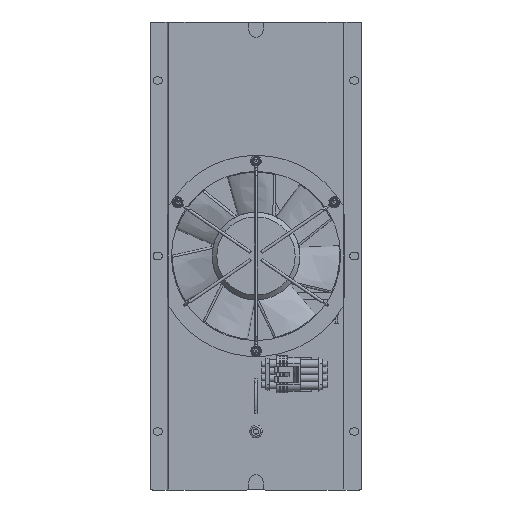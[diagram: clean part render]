
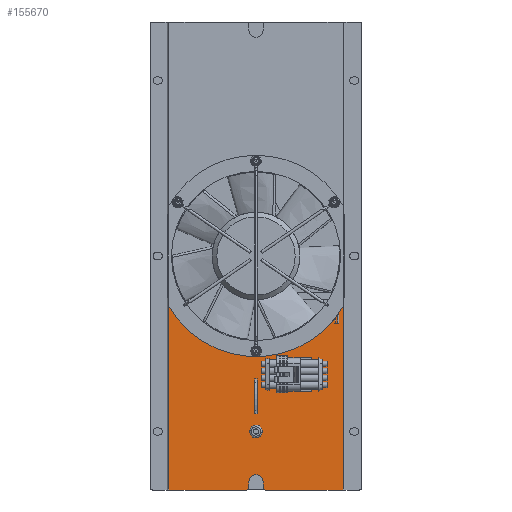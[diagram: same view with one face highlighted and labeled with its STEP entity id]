
A CAD part, front view. The second image highlights one B-rep face of the part: STEP entity #155670.
In plain terms, the highlighted face is planar.
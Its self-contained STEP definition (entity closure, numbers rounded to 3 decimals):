
#153413=DIRECTION('',(1.,0.,0.));
#153414=VECTOR('',#153413,5.779);
#153415=CARTESIAN_POINT('',(129.14,0.,1.));
#153416=LINE('',#153415,#153414);
#153422=DIRECTION('',(1.,0.,0.));
#153423=VECTOR('',#153422,5.779);
#153424=CARTESIAN_POINT('',(105.081,0.,1.));
#153425=LINE('',#153424,#153423);
#153436=DIRECTION('',(0.,0.,-1.));
#153437=VECTOR('',#153436,2.);
#153438=CARTESIAN_POINT('',(134.919,0.,1.));
#153439=LINE('',#153438,#153437);
#153444=CARTESIAN_POINT('',(0.,0.,0.));
#153445=DIRECTION('',(0.,-1.,0.));
#153446=DIRECTION('',(0.998,0.,0.06));
#153447=AXIS2_PLACEMENT_3D('',#153444,#153445,#153446);
#153449=DIRECTION('',(1.,0.,0.));
#153450=VECTOR('',#153449,1.849);
#153451=CARTESIAN_POINT('',(81.,0.,5.));
#153452=LINE('',#153451,#153450);
#153453=CARTESIAN_POINT('',(81.,0.,0.));
#153454=DIRECTION('',(0.,1.,0.));
#153455=DIRECTION('',(0.,0.,-1.));
#153456=AXIS2_PLACEMENT_3D('',#153453,#153454,#153455);
#153458=DIRECTION('',(-1.,0.,0.));
#153459=VECTOR('',#153458,1.849);
#153460=CARTESIAN_POINT('',(82.849,0.,-5.));
#153461=LINE('',#153460,#153459);
#153462=CARTESIAN_POINT('',(0.,0.,0.));
#153463=DIRECTION('',(0.,-1.,0.));
#153464=DIRECTION('',(0.441,0.,-0.898));
#153465=AXIS2_PLACEMENT_3D('',#153462,#153463,#153464);
#153467=DIRECTION('',(0.,0.,-1.));
#153468=VECTOR('',#153467,66.5);
#153469=CARTESIAN_POINT('',(200.,0.,-8.));
#153470=LINE('',#153469,#153468);
#153471=CARTESIAN_POINT('',(198.,0.,-8.));
#153472=DIRECTION('',(0.,1.,0.));
#153473=DIRECTION('',(0.,0.,1.));
#153474=AXIS2_PLACEMENT_3D('',#153471,#153472,#153473);
#153476=CARTESIAN_POINT('',(193.,0.,0.));
#153477=DIRECTION('',(0.,-1.,0.));
#153478=DIRECTION('',(0.,0.,1.));
#153479=AXIS2_PLACEMENT_3D('',#153476,#153477,#153478);
#153481=CARTESIAN_POINT('',(198.,0.,8.));
#153482=DIRECTION('',(0.,1.,0.));
#153483=DIRECTION('',(1.,0.,0.));
#153484=AXIS2_PLACEMENT_3D('',#153481,#153482,#153483);
#153486=DIRECTION('',(0.,0.,-1.));
#153487=VECTOR('',#153486,66.5);
#153488=CARTESIAN_POINT('',(200.,0.,74.5));
#153489=LINE('',#153488,#153487);
#153490=DIRECTION('',(1.,0.,0.));
#153491=VECTOR('',#153490,18.279);
#153492=CARTESIAN_POINT('',(110.86,0.,-1.));
#153493=LINE('',#153492,#153491);
#153494=CARTESIAN_POINT('',(81.,0.,0.));
#153495=DIRECTION('',(0.,-1.,0.));
#153496=DIRECTION('',(0.,0.,1.));
#153497=AXIS2_PLACEMENT_3D('',#153494,#153495,#153496);
#153499=CARTESIAN_POINT('',(81.,0.,0.));
#153500=DIRECTION('',(0.,-1.,0.));
#153501=DIRECTION('',(0.,0.,-1.));
#153502=AXIS2_PLACEMENT_3D('',#153499,#153500,#153501);
#153504=CARTESIAN_POINT('',(150.,0.,0.));
#153505=DIRECTION('',(0.,-1.,0.));
#153506=DIRECTION('',(0.,0.,1.));
#153507=AXIS2_PLACEMENT_3D('',#153504,#153505,#153506);
#153509=CARTESIAN_POINT('',(150.,0.,0.));
#153510=DIRECTION('',(0.,-1.,0.));
#153511=DIRECTION('',(0.,0.,-1.));
#153512=AXIS2_PLACEMENT_3D('',#153509,#153510,#153511);
#153538=DIRECTION('',(-1.,0.,0.));
#153539=VECTOR('',#153538,163.411);
#153540=CARTESIAN_POINT('',(200.,0.,74.5));
#153541=LINE('',#153540,#153539);
#154060=DIRECTION('',(1.,0.,0.));
#154061=VECTOR('',#154060,163.411);
#154062=CARTESIAN_POINT('',(36.589,0.,-74.5));
#154063=LINE('',#154062,#154061);
#154616=DIRECTION('',(1.,0.,0.));
#154617=VECTOR('',#154616,5.);
#154618=CARTESIAN_POINT('',(193.,0.,6.));
#154619=LINE('',#154618,#154617);
#154628=DIRECTION('',(-1.,0.,0.));
#154629=VECTOR('',#154628,5.);
#154630=CARTESIAN_POINT('',(198.,0.,-6.));
#154631=LINE('',#154630,#154629);
#154653=DIRECTION('',(1.,0.,0.));
#154654=VECTOR('',#154653,18.279);
#154655=CARTESIAN_POINT('',(110.86,0.,1.));
#154656=LINE('',#154655,#154654);
#154708=DIRECTION('',(-1.,0.,0.));
#154709=VECTOR('',#154708,5.779);
#154710=CARTESIAN_POINT('',(134.919,0.,-1.));
#154711=LINE('',#154710,#154709);
#154727=DIRECTION('',(-1.,0.,0.));
#154728=VECTOR('',#154727,5.779);
#154729=CARTESIAN_POINT('',(110.86,0.,-1.));
#154730=LINE('',#154729,#154728);
#154740=DIRECTION('',(0.,0.,1.));
#154741=VECTOR('',#154740,2.);
#154742=CARTESIAN_POINT('',(105.081,0.,-1.));
#154743=LINE('',#154742,#154741);
#155074=CARTESIAN_POINT('',(198.,0.,6.));
#155075=VERTEX_POINT('',#155074);
#155245=CARTESIAN_POINT('',(105.081,0.,-1.));
#155246=VERTEX_POINT('',#155245);
#155247=CARTESIAN_POINT('',(105.081,0.,1.));
#155248=VERTEX_POINT('',#155247);
#155249=CARTESIAN_POINT('',(134.919,0.,-1.));
#155250=VERTEX_POINT('',#155249);
#155251=CARTESIAN_POINT('',(134.919,0.,1.));
#155252=VERTEX_POINT('',#155251);
#155253=CARTESIAN_POINT('',(129.14,0.,-1.));
#155254=CARTESIAN_POINT('',(110.86,0.,-1.));
#155255=VERTEX_POINT('',#155253);
#155256=VERTEX_POINT('',#155254);
#155257=CARTESIAN_POINT('',(110.86,0.,1.));
#155258=VERTEX_POINT('',#155257);
#155259=CARTESIAN_POINT('',(129.14,0.,1.));
#155260=VERTEX_POINT('',#155259);
#155359=CARTESIAN_POINT('',(81.,0.,-5.));
#155360=CARTESIAN_POINT('',(81.,0.,5.));
#155361=VERTEX_POINT('',#155359);
#155362=VERTEX_POINT('',#155360);
#155363=CARTESIAN_POINT('',(82.849,0.,5.));
#155364=VERTEX_POINT('',#155363);
#155365=CARTESIAN_POINT('',(36.589,0.,-74.5));
#155366=CARTESIAN_POINT('',(82.849,0.,-5.));
#155367=VERTEX_POINT('',#155365);
#155368=VERTEX_POINT('',#155366);
#155369=CARTESIAN_POINT('',(200.,0.,-8.));
#155370=CARTESIAN_POINT('',(200.,0.,-74.5));
#155371=VERTEX_POINT('',#155369);
#155372=VERTEX_POINT('',#155370);
#155373=CARTESIAN_POINT('',(198.,0.,-6.));
#155374=CARTESIAN_POINT('',(193.,0.,-6.));
#155375=VERTEX_POINT('',#155373);
#155376=VERTEX_POINT('',#155374);
#155377=CARTESIAN_POINT('',(193.,0.,6.));
#155378=VERTEX_POINT('',#155377);
#155379=CARTESIAN_POINT('',(200.,0.,74.5));
#155380=CARTESIAN_POINT('',(200.,0.,8.));
#155381=VERTEX_POINT('',#155379);
#155382=VERTEX_POINT('',#155380);
#155383=CARTESIAN_POINT('',(36.589,0.,74.5));
#155384=VERTEX_POINT('',#155383);
#155456=CARTESIAN_POINT('',(150.,0.,4.));
#155458=VERTEX_POINT('',#155456);
#155460=CARTESIAN_POINT('',(150.,0.,-4.));
#155462=VERTEX_POINT('',#155460);
#155464=CARTESIAN_POINT('',(81.,0.,-2.));
#155466=VERTEX_POINT('',#155464);
#155468=CARTESIAN_POINT('',(81.,0.,2.));
#155470=VERTEX_POINT('',#155468);
#155608=CARTESIAN_POINT('',(200.,0.,76.));
#155609=DIRECTION('',(0.,1.,0.));
#155610=DIRECTION('',(0.,0.,1.));
#155611=AXIS2_PLACEMENT_3D('',#155608,#155609,#155610);
#155612=PLANE('',#155611);
#155614=ORIENTED_EDGE('',*,*,#155613,.F.);
#155616=ORIENTED_EDGE('',*,*,#155615,.F.);
#155618=ORIENTED_EDGE('',*,*,#155617,.F.);
#155620=ORIENTED_EDGE('',*,*,#155619,.F.);
#155622=ORIENTED_EDGE('',*,*,#155621,.F.);
#155624=ORIENTED_EDGE('',*,*,#155623,.T.);
#155626=ORIENTED_EDGE('',*,*,#155625,.F.);
#155628=ORIENTED_EDGE('',*,*,#155627,.F.);
#155630=ORIENTED_EDGE('',*,*,#155629,.T.);
#155632=ORIENTED_EDGE('',*,*,#155631,.F.);
#155634=ORIENTED_EDGE('',*,*,#155633,.T.);
#155636=ORIENTED_EDGE('',*,*,#155635,.F.);
#155638=ORIENTED_EDGE('',*,*,#155637,.F.);
#155640=ORIENTED_EDGE('',*,*,#155639,.T.);
#155641=EDGE_LOOP('',(#155614,#155616,#155618,#155620,#155622,#155624,#155626,
#155628,#155630,#155632,#155634,#155636,#155638,#155640));
#155642=FACE_OUTER_BOUND('',#155641,.F.);
#155644=ORIENTED_EDGE('',*,*,#155643,.T.);
#155645=ORIENTED_EDGE('',*,*,#155582,.T.);
#155646=ORIENTED_EDGE('',*,*,#155599,.T.);
#155648=ORIENTED_EDGE('',*,*,#155647,.T.);
#155650=ORIENTED_EDGE('',*,*,#155649,.F.);
#155652=ORIENTED_EDGE('',*,*,#155651,.T.);
#155654=ORIENTED_EDGE('',*,*,#155653,.T.);
#155655=ORIENTED_EDGE('',*,*,#155586,.T.);
#155656=EDGE_LOOP('',(#155644,#155645,#155646,#155648,#155650,#155652,#155654,
#155655));
#155657=FACE_BOUND('',#155656,.F.);
#155659=ORIENTED_EDGE('',*,*,#155658,.F.);
#155661=ORIENTED_EDGE('',*,*,#155660,.F.);
#155662=EDGE_LOOP('',(#155659,#155661));
#155663=FACE_BOUND('',#155662,.F.);
#155665=ORIENTED_EDGE('',*,*,#155664,.F.);
#155667=ORIENTED_EDGE('',*,*,#155666,.F.);
#155668=EDGE_LOOP('',(#155665,#155667));
#155669=FACE_BOUND('',#155668,.F.);
#153448=CIRCLE('',#153447,83.);
#153457=CIRCLE('',#153456,5.);
#153466=CIRCLE('',#153465,83.);
#153475=CIRCLE('',#153474,2.);
#153480=CIRCLE('',#153479,6.);
#153485=CIRCLE('',#153484,2.);
#153498=CIRCLE('',#153497,2.);
#153503=CIRCLE('',#153502,2.);
#153508=CIRCLE('',#153507,4.);
#153513=CIRCLE('',#153512,4.);
#155582=EDGE_CURVE('',#155260,#155252,#153416,.T.);
#155586=EDGE_CURVE('',#155248,#155258,#153425,.T.);
#155599=EDGE_CURVE('',#155252,#155250,#153439,.T.);
#155613=EDGE_CURVE('',#155364,#155384,#153448,.T.);
#155615=EDGE_CURVE('',#155362,#155364,#153452,.T.);
#155617=EDGE_CURVE('',#155361,#155362,#153457,.T.);
#155619=EDGE_CURVE('',#155368,#155361,#153461,.T.);
#155621=EDGE_CURVE('',#155367,#155368,#153466,.T.);
#155623=EDGE_CURVE('',#155367,#155372,#154063,.T.);
#155625=EDGE_CURVE('',#155371,#155372,#153470,.T.);
#155627=EDGE_CURVE('',#155375,#155371,#153475,.T.);
#155629=EDGE_CURVE('',#155375,#155376,#154631,.T.);
#155631=EDGE_CURVE('',#155378,#155376,#153480,.T.);
#155633=EDGE_CURVE('',#155378,#155075,#154619,.T.);
#155635=EDGE_CURVE('',#155382,#155075,#153485,.T.);
#155637=EDGE_CURVE('',#155381,#155382,#153489,.T.);
#155639=EDGE_CURVE('',#155381,#155384,#153541,.T.);
#155643=EDGE_CURVE('',#155258,#155260,#154656,.T.);
#155647=EDGE_CURVE('',#155250,#155255,#154711,.T.);
#155649=EDGE_CURVE('',#155256,#155255,#153493,.T.);
#155651=EDGE_CURVE('',#155256,#155246,#154730,.T.);
#155653=EDGE_CURVE('',#155246,#155248,#154743,.T.);
#155658=EDGE_CURVE('',#155470,#155466,#153498,.T.);
#155660=EDGE_CURVE('',#155466,#155470,#153503,.T.);
#155664=EDGE_CURVE('',#155458,#155462,#153508,.T.);
#155666=EDGE_CURVE('',#155462,#155458,#153513,.T.);
#155670=ADVANCED_FACE('',(#155642,#155657,#155663,#155669),#155612,.T.);
